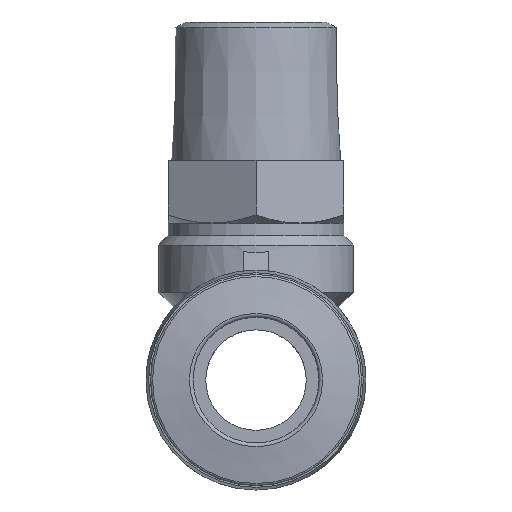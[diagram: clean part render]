
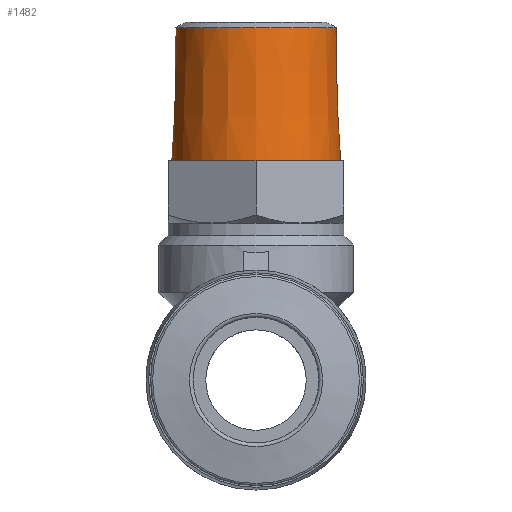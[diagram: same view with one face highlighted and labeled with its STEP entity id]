
A CAD part, left-side view. The second image highlights one B-rep face of the part: STEP entity #1482.
In plain terms, the highlighted conical face has half-angle 1.788 degrees and reference radius 6.405 mm.
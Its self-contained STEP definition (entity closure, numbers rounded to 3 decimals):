
#146=CONICAL_SURFACE('',#1620,6.405,0.031);
#377=ORIENTED_EDGE('',*,*,#502,.F.);
#378=ORIENTED_EDGE('',*,*,#509,.T.);
#502=EDGE_CURVE('',#599,#599,#656,.T.);
#509=EDGE_CURVE('',#602,#602,#659,.T.);
#599=VERTEX_POINT('',#2266);
#602=VERTEX_POINT('',#2284);
#656=CIRCLE('',#1608,6.735);
#659=CIRCLE('',#1619,6.405);
#765=EDGE_LOOP('',(#377));
#766=EDGE_LOOP('',(#378));
#883=FACE_BOUND('',#765,.T.);
#884=FACE_BOUND('',#766,.T.);
#1482=ADVANCED_FACE('',(#883,#884),#146,.T.);
#1608=AXIS2_PLACEMENT_3D('',#2265,#1880,#1881);
#1619=AXIS2_PLACEMENT_3D('',#2283,#1906,#1907);
#1620=AXIS2_PLACEMENT_3D('',#2285,#1908,#1909);
#1880=DIRECTION('',(0.,0.,-1.));
#1881=DIRECTION('',(-1.,0.,0.));
#1906=DIRECTION('',(0.,0.,-1.));
#1907=DIRECTION('',(-1.,0.,0.));
#1908=DIRECTION('',(0.,0.,-1.));
#1909=DIRECTION('',(-1.,0.,0.));
#2265=CARTESIAN_POINT('',(0.,0.,17.5));
#2266=CARTESIAN_POINT('',(-6.735,0.,17.5));
#2283=CARTESIAN_POINT('',(0.,0.,28.047));
#2284=CARTESIAN_POINT('',(-6.405,0.,28.047));
#2285=CARTESIAN_POINT('',(0.,0.,28.047));
